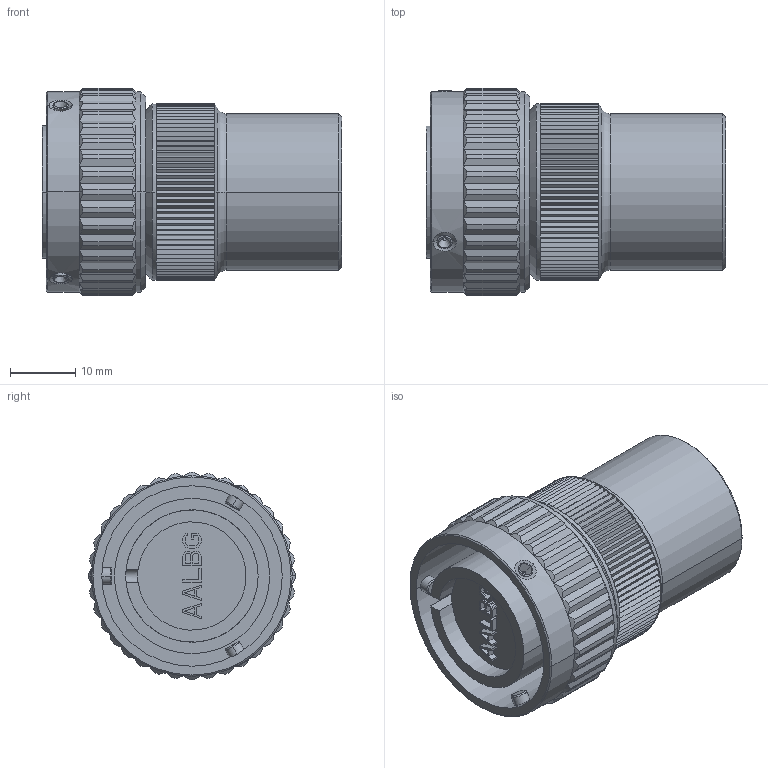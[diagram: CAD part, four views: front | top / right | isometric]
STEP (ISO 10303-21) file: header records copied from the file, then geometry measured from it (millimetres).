
FILE_DESCRIPTION((''),'2;1');
FILE_NAME('VG95234_3106-16S_SW0001','2023-03-28T11:31:15',('paultorloting'),('NET AG system integration'),'CREO PARAMETRIC BY PTC INC, 2021404','CREO PARAMETRIC BY PTC INC, 2021404','');
FILE_SCHEMA(('AUTOMOTIVE_DESIGN { 1 0 10303 214 1 1 1 1 }'));
Length unit declared in the file: millimetre
Products named in the file (1): VG95234_3106-16S_SW0001
Bounding box: 45.8 x 31.72 x 31.72 mm (x, y, z)
Volume: 20581 mm3; surface area: 8641.1 mm2
Topology: 1 solids, 1 shells, 644 faces, 1781 edges, 1165 vertices
Faces by surface type: plane 510, cylinder 76, cone 46, torus 8, bspline 4
Entity records: 26116 total; most frequent: CARTESIAN_POINT 7067, ORIENTED_EDGE 3550, DIRECTION 3085, EDGE_CURVE 1775, VECTOR 1412, LINE 1412, VERTEX_POINT 1165, AXIS2_PLACEMENT_3D 835
